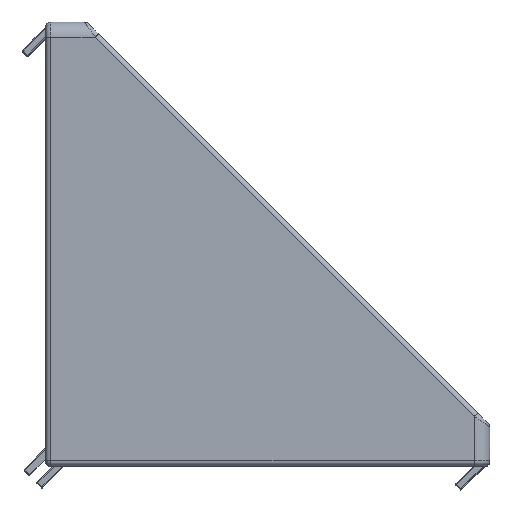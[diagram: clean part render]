
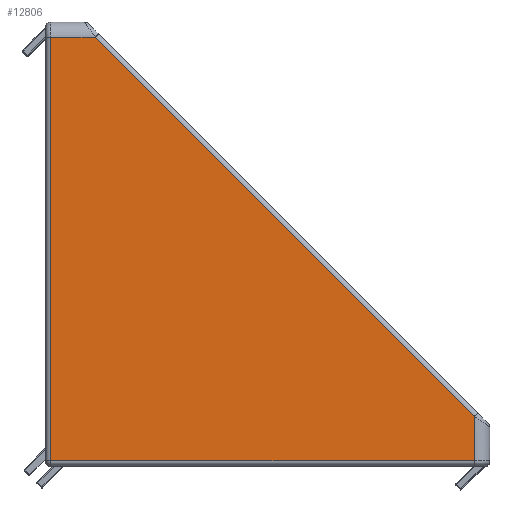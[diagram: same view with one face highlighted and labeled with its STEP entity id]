
A CAD part, top view. The second image highlights one B-rep face of the part: STEP entity #12806.
In plain terms, the highlighted planar face has unit normal (0, 0, 1).
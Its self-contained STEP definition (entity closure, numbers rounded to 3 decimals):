
#269=PLANE('',#13963);
#1065=LINE('',#22367,#1904);
#1066=LINE('',#22369,#1905);
#1067=LINE('',#22371,#1906);
#1068=LINE('',#22373,#1907);
#1069=LINE('',#22374,#1908);
#1904=VECTOR('',#16279,8.586);
#1905=VECTOR('',#16280,103.823);
#1906=VECTOR('',#16281,8.586);
#1907=VECTOR('',#16282,82.);
#1908=VECTOR('',#16283,82.);
#2941=FACE_OUTER_BOUND('',#3864,.T.);
#3864=EDGE_LOOP('',(#9402,#9403,#9404,#9405,#9406));
#6125=VERTEX_POINT('',#22365);
#6126=VERTEX_POINT('',#22366);
#6127=VERTEX_POINT('',#22368);
#6128=VERTEX_POINT('',#22370);
#6129=VERTEX_POINT('',#22372);
#7337=EDGE_CURVE('',#6125,#6126,#1065,.T.);
#7338=EDGE_CURVE('',#6126,#6127,#1066,.T.);
#7339=EDGE_CURVE('',#6127,#6128,#1067,.T.);
#7340=EDGE_CURVE('',#6128,#6129,#1068,.T.);
#7341=EDGE_CURVE('',#6129,#6125,#1069,.T.);
#9402=ORIENTED_EDGE('',*,*,#7337,.T.);
#9403=ORIENTED_EDGE('',*,*,#7338,.T.);
#9404=ORIENTED_EDGE('',*,*,#7339,.T.);
#9405=ORIENTED_EDGE('',*,*,#7340,.T.);
#9406=ORIENTED_EDGE('',*,*,#7341,.T.);
#12806=ADVANCED_FACE('',(#2941),#269,.T.);
#13963=AXIS2_PLACEMENT_3D('',#22364,#16277,#16278);
#16277=DIRECTION('center_axis',(0.,0.,1.));
#16278=DIRECTION('ref_axis',(1.,0.,0.));
#16279=DIRECTION('',(0.,1.,0.));
#16280=DIRECTION('',(-0.707,0.707,0.));
#16281=DIRECTION('',(-1.,0.,0.));
#16282=DIRECTION('',(0.,-1.,0.));
#16283=DIRECTION('',(1.,0.,0.));
#22364=CARTESIAN_POINT('Origin',(86.,0.,87.));
#22365=CARTESIAN_POINT('',(83.,1.,87.));
#22366=CARTESIAN_POINT('',(83.,9.586,87.));
#22367=CARTESIAN_POINT('',(83.,8.,87.));
#22368=CARTESIAN_POINT('',(9.586,83.,87.));
#22369=CARTESIAN_POINT('',(10.293,82.293,87.));
#22370=CARTESIAN_POINT('',(1.,83.,87.));
#22371=CARTESIAN_POINT('',(1.,83.,87.));
#22372=CARTESIAN_POINT('',(1.,1.,87.));
#22373=CARTESIAN_POINT('',(1.,1.,87.));
#22374=CARTESIAN_POINT('',(83.,1.,87.));
